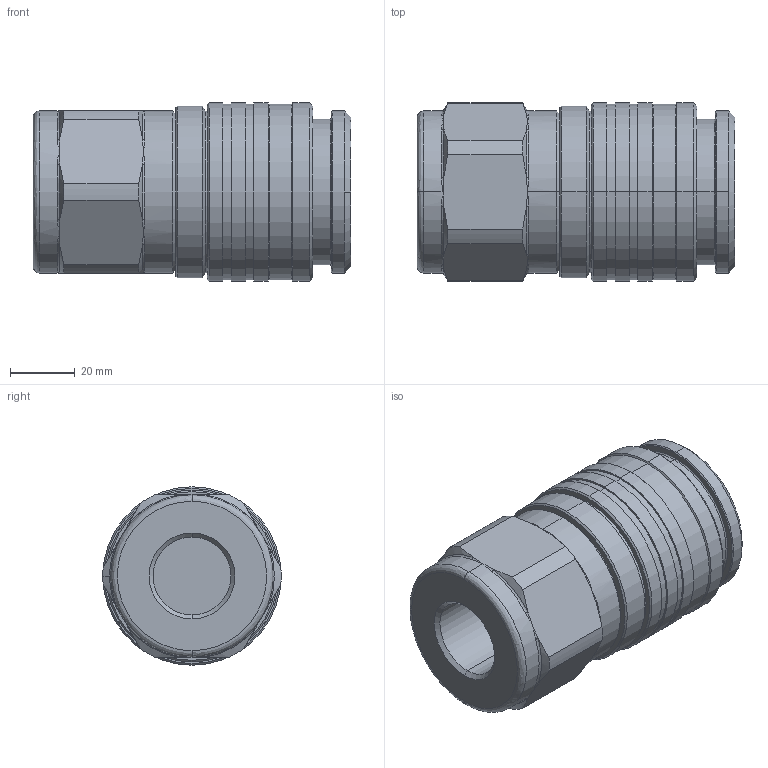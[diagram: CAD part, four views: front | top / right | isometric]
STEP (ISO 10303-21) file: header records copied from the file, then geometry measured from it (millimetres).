
FILE_DESCRIPTION (( 'STEP AP214' ), '1' );
FILE_NAME ('FF7510 CV.STEP', '2013-04-23T11:53:48', ( 'admin' ), ( 'Microsoft' ), 'SwSTEP 2.0', 'SolidWorks 2009', '' );
FILE_SCHEMA (( 'AUTOMOTIVE_DESIGN' ));
Length unit declared in the file: millimetre
Products named in the file (1): FF7510 CV
Bounding box: 98 x 55 x 55 mm (x, y, z)
Volume: 197341.6 mm3; surface area: 24820.8 mm2
Topology: 1 solids, 1 shells, 169 faces, 401 edges, 224 vertices
Faces by surface type: bspline 50, cylinder 50, cone 45, plane 24
Entity records: 6234 total; most frequent: CARTESIAN_POINT 2669, ORIENTED_EDGE 754, DIRECTION 737, EDGE_CURVE 377, AXIS2_PLACEMENT_3D 324, VERTEX_POINT 224, CIRCLE 204, EDGE_LOOP 183
